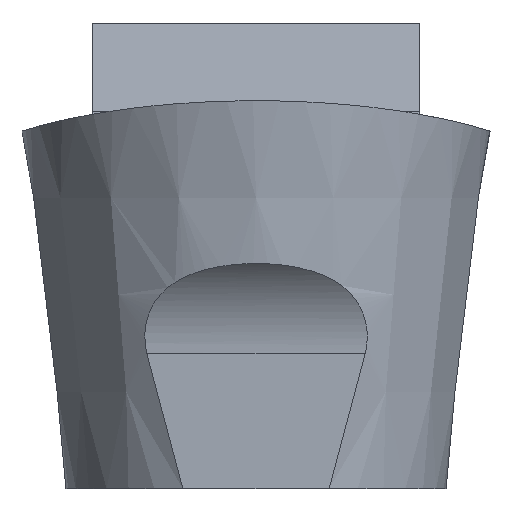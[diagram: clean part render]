
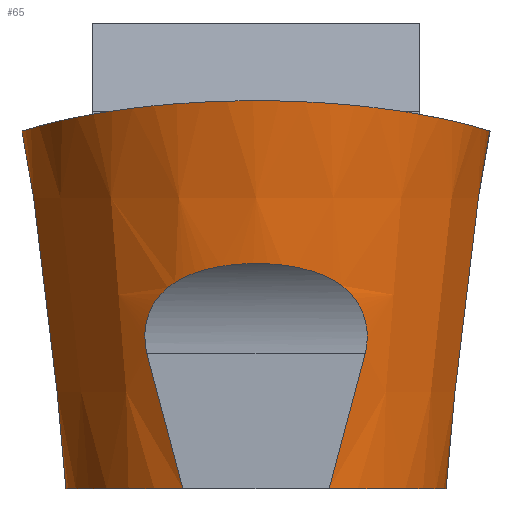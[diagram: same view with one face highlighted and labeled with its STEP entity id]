
A CAD part, front view. The second image highlights one B-rep face of the part: STEP entity #65.
In plain terms, the highlighted conical face has half-angle 7 degrees and reference radius 3 mm.
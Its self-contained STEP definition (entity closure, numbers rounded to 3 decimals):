
#41=CONICAL_SURFACE('',#490,3.,7.);
#43=CIRCLE('',#488,2.437);
#44=CIRCLE('',#489,2.437);
#49=B_SPLINE_CURVE_WITH_KNOTS('',3,(#758,#759,#760,#761,#762,#763,#764,
#765,#766,#767,#768,#769,#770,#771,#772,#773,#774,#775,#776,#777,#778,#779,
#780,#781,#782,#783,#784,#785,#786,#787,#788),.UNSPECIFIED.,.F.,.F.,(4,
3,3,3,3,3,3,3,3,3,4),(0.,0.099,0.199,0.3,
0.402,0.501,0.597,0.694,
0.792,0.894,1.),.UNSPECIFIED.);
#50=B_SPLINE_CURVE_WITH_KNOTS('',3,(#793,#794,#795,#796),.UNSPECIFIED.,
 .F.,.F.,(4,4),(0.,1.),.UNSPECIFIED.);
#51=B_SPLINE_CURVE_WITH_KNOTS('',3,(#798,#799,#800,#801,#802,#803,#804,
#805,#806,#807,#808,#809,#810,#811,#812,#813,#814,#815,#816,#817,#818,#819,
#820,#821,#822,#823,#824,#825,#826,#827,#828,#829,#830,#831,#832,#833,#834),
 .UNSPECIFIED.,.F.,.F.,(4,3,3,3,3,3,3,3,3,3,3,3,4),(0.,0.063,
0.126,0.186,0.252,0.356,
0.494,0.633,0.737,0.815,
0.88,0.946,1.),.UNSPECIFIED.);
#52=B_SPLINE_CURVE_WITH_KNOTS('',3,(#836,#837,#838,#839),.UNSPECIFIED.,
 .F.,.F.,(4,4),(0.,1.),.UNSPECIFIED.);
#65=ADVANCED_FACE('SIDE_FP_AN_SU1',(#101),#41,.T.);
#101=FACE_OUTER_BOUND('',#123,.T.);
#123=EDGE_LOOP('',(#177,#178,#179,#180,#181,#182,#183,#184,#185,#186));
#145=ELLIPSE('',#486,3.001,2.999);
#146=ELLIPSE('',#487,3.001,2.999);
#177=ORIENTED_EDGE('',*,*,#333,.T.);
#178=ORIENTED_EDGE('',*,*,#335,.T.);
#179=ORIENTED_EDGE('',*,*,#336,.T.);
#180=ORIENTED_EDGE('',*,*,#337,.T.);
#181=ORIENTED_EDGE('',*,*,#330,.F.);
#182=ORIENTED_EDGE('',*,*,#338,.F.);
#183=ORIENTED_EDGE('',*,*,#339,.T.);
#184=ORIENTED_EDGE('',*,*,#340,.T.);
#185=ORIENTED_EDGE('',*,*,#341,.T.);
#186=ORIENTED_EDGE('',*,*,#342,.F.);
#287=VERTEX_POINT('',#735);
#289=VERTEX_POINT('',#742);
#291=VERTEX_POINT('',#751);
#292=VERTEX_POINT('',#753);
#293=VERTEX_POINT('',#757);
#294=VERTEX_POINT('',#789);
#295=VERTEX_POINT('',#792);
#296=VERTEX_POINT('',#797);
#297=VERTEX_POINT('',#835);
#298=VERTEX_POINT('',#840);
#330=EDGE_CURVE('',#289,#287,#385,.T.);
#333=EDGE_CURVE('',#292,#291,#387,.T.);
#335=EDGE_CURVE('',#291,#293,#145,.T.);
#336=EDGE_CURVE('',#293,#294,#49,.T.);
#337=EDGE_CURVE('',#294,#287,#146,.T.);
#338=EDGE_CURVE('',#295,#289,#43,.T.);
#339=EDGE_CURVE('',#295,#296,#50,.T.);
#340=EDGE_CURVE('',#296,#297,#51,.T.);
#341=EDGE_CURVE('',#297,#298,#52,.T.);
#342=EDGE_CURVE('',#292,#298,#44,.T.);
#385=LINE('',#743,#421);
#387=LINE('',#752,#423);
#421=VECTOR('',#542,1.);
#423=VECTOR('',#546,1.);
#486=AXIS2_PLACEMENT_3D('',#756,#550,#551);
#487=AXIS2_PLACEMENT_3D('',#790,#552,#553);
#488=AXIS2_PLACEMENT_3D('',#791,#554,#555);
#489=AXIS2_PLACEMENT_3D('',#841,#556,#557);
#490=AXIS2_PLACEMENT_3D('',#842,#558,#559);
#542=DIRECTION('',(-0.106,0.061,0.993));
#546=DIRECTION('',(0.106,0.061,0.993));
#550=DIRECTION('',(0.,0.032,-0.999));
#551=DIRECTION('',(0.,0.999,0.032));
#552=DIRECTION('',(0.,0.032,-0.999));
#553=DIRECTION('',(0.,0.999,0.032));
#554=DIRECTION('',(0.,0.,-1.));
#555=DIRECTION('',(-1.,0.,0.));
#556=DIRECTION('',(0.,0.,-1.));
#557=DIRECTION('',(-1.,0.,0.));
#558=DIRECTION('',(0.,0.,1.));
#559=DIRECTION('',(1.,0.,0.));
#735=CARTESIAN_POINT('',(-2.603,-8.402,0.043));
#742=CARTESIAN_POINT('',(-2.111,-8.686,-4.584));
#743=CARTESIAN_POINT('',(-2.598,-8.405,0.));
#751=CARTESIAN_POINT('',(2.603,-8.402,0.043));
#752=CARTESIAN_POINT('',(2.598,-8.405,0.));
#753=CARTESIAN_POINT('',(2.111,-8.686,-4.584));
#756=CARTESIAN_POINT('',(0.,-9.893,-0.005));
#757=CARTESIAN_POINT('',(2.984,-9.589,0.005));
#758=CARTESIAN_POINT('',(2.984,-9.589,0.005));
#759=CARTESIAN_POINT('',(3.018,-9.923,-0.006));
#760=CARTESIAN_POINT('',(2.997,-10.267,0.002));
#761=CARTESIAN_POINT('',(2.923,-10.593,0.024));
#762=CARTESIAN_POINT('',(2.849,-10.919,0.046));
#763=CARTESIAN_POINT('',(2.72,-11.236,0.083));
#764=CARTESIAN_POINT('',(2.546,-11.52,0.124));
#765=CARTESIAN_POINT('',(2.369,-11.809,0.166));
#766=CARTESIAN_POINT('',(2.14,-12.071,0.213));
#767=CARTESIAN_POINT('',(1.876,-12.286,0.254));
#768=CARTESIAN_POINT('',(1.611,-12.5,0.295));
#769=CARTESIAN_POINT('',(1.304,-12.672,0.33));
#770=CARTESIAN_POINT('',(0.981,-12.786,0.354));
#771=CARTESIAN_POINT('',(0.667,-12.896,0.378));
#772=CARTESIAN_POINT('',(0.328,-12.953,0.39));
#773=CARTESIAN_POINT('',(-0.006,-12.953,0.39));
#774=CARTESIAN_POINT('',(-0.332,-12.952,0.39));
#775=CARTESIAN_POINT('',(-0.662,-12.896,0.378));
#776=CARTESIAN_POINT('',(-0.97,-12.79,0.355));
#777=CARTESIAN_POINT('',(-1.277,-12.684,0.333));
#778=CARTESIAN_POINT('',(-1.569,-12.525,0.3));
#779=CARTESIAN_POINT('',(-1.825,-12.326,0.262));
#780=CARTESIAN_POINT('',(-2.086,-12.123,0.223));
#781=CARTESIAN_POINT('',(-2.316,-11.874,0.177));
#782=CARTESIAN_POINT('',(-2.497,-11.598,0.136));
#783=CARTESIAN_POINT('',(-2.683,-11.313,0.093));
#784=CARTESIAN_POINT('',(-2.823,-10.993,0.054));
#785=CARTESIAN_POINT('',(-2.907,-10.661,0.029));
#786=CARTESIAN_POINT('',(-2.994,-10.315,0.003));
#787=CARTESIAN_POINT('',(-3.02,-9.946,-0.006));
#788=CARTESIAN_POINT('',(-2.984,-9.589,0.005));
#789=CARTESIAN_POINT('',(-2.984,-9.589,0.005));
#790=CARTESIAN_POINT('',(0.,-9.893,-0.005));
#791=CARTESIAN_POINT('',(0.,-9.905,-4.584));
#792=CARTESIAN_POINT('',(-0.937,-12.154,-4.584));
#793=CARTESIAN_POINT('',(-0.937,-12.154,-4.584));
#794=CARTESIAN_POINT('',(-1.119,-12.154,-4.014));
#795=CARTESIAN_POINT('',(-1.265,-12.154,-3.434));
#796=CARTESIAN_POINT('',(-1.4,-12.154,-2.851));
#797=CARTESIAN_POINT('',(-1.4,-12.154,-2.851));
#798=CARTESIAN_POINT('',(-1.4,-12.154,-2.851));
#799=CARTESIAN_POINT('',(-1.421,-12.154,-2.76));
#800=CARTESIAN_POINT('',(-1.43,-12.163,-2.665));
#801=CARTESIAN_POINT('',(-1.423,-12.18,-2.574));
#802=CARTESIAN_POINT('',(-1.417,-12.197,-2.482));
#803=CARTESIAN_POINT('',(-1.396,-12.223,-2.392));
#804=CARTESIAN_POINT('',(-1.362,-12.255,-2.311));
#805=CARTESIAN_POINT('',(-1.33,-12.284,-2.234));
#806=CARTESIAN_POINT('',(-1.285,-12.319,-2.163));
#807=CARTESIAN_POINT('',(-1.231,-12.354,-2.102));
#808=CARTESIAN_POINT('',(-1.173,-12.393,-2.035));
#809=CARTESIAN_POINT('',(-1.102,-12.434,-1.977));
#810=CARTESIAN_POINT('',(-1.025,-12.47,-1.929));
#811=CARTESIAN_POINT('',(-0.905,-12.528,-1.855));
#812=CARTESIAN_POINT('',(-0.766,-12.58,-1.803));
#813=CARTESIAN_POINT('',(-0.623,-12.617,-1.767));
#814=CARTESIAN_POINT('',(-0.433,-12.667,-1.72));
#815=CARTESIAN_POINT('',(-0.229,-12.694,-1.698));
#816=CARTESIAN_POINT('',(-0.028,-12.696,-1.696));
#817=CARTESIAN_POINT('',(0.176,-12.698,-1.695));
#818=CARTESIAN_POINT('',(0.383,-12.675,-1.713));
#819=CARTESIAN_POINT('',(0.577,-12.629,-1.756));
#820=CARTESIAN_POINT('',(0.723,-12.594,-1.789));
#821=CARTESIAN_POINT('',(0.864,-12.545,-1.837));
#822=CARTESIAN_POINT('',(0.988,-12.488,-1.907));
#823=CARTESIAN_POINT('',(1.081,-12.445,-1.96));
#824=CARTESIAN_POINT('',(1.167,-12.398,-2.027));
#825=CARTESIAN_POINT('',(1.236,-12.352,-2.107));
#826=CARTESIAN_POINT('',(1.293,-12.314,-2.174));
#827=CARTESIAN_POINT('',(1.34,-12.276,-2.252));
#828=CARTESIAN_POINT('',(1.372,-12.245,-2.337));
#829=CARTESIAN_POINT('',(1.404,-12.214,-2.422));
#830=CARTESIAN_POINT('',(1.423,-12.189,-2.516));
#831=CARTESIAN_POINT('',(1.425,-12.174,-2.611));
#832=CARTESIAN_POINT('',(1.427,-12.161,-2.69));
#833=CARTESIAN_POINT('',(1.419,-12.154,-2.772));
#834=CARTESIAN_POINT('',(1.4,-12.154,-2.851));
#835=CARTESIAN_POINT('',(1.4,-12.154,-2.851));
#836=CARTESIAN_POINT('',(1.4,-12.154,-2.851));
#837=CARTESIAN_POINT('',(1.265,-12.154,-3.433));
#838=CARTESIAN_POINT('',(1.119,-12.154,-4.014));
#839=CARTESIAN_POINT('',(0.937,-12.154,-4.584));
#840=CARTESIAN_POINT('',(0.937,-12.154,-4.584));
#841=CARTESIAN_POINT('',(0.,-9.905,-4.584));
#842=CARTESIAN_POINT('',(0.,-9.905,0.));
